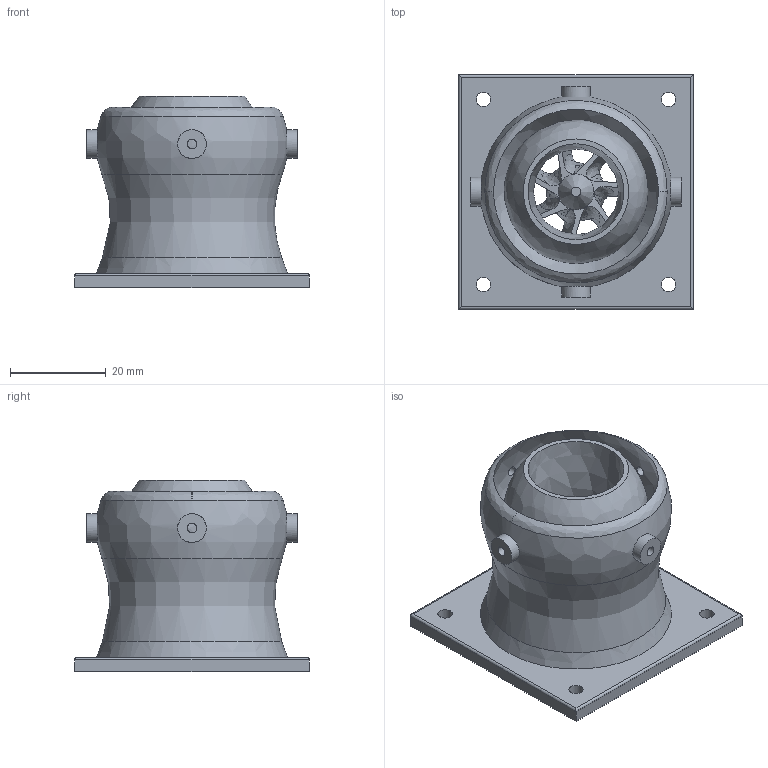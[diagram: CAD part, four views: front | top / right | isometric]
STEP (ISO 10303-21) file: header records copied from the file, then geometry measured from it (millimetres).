
FILE_DESCRIPTION(/* description */ (''),/* implementation_level */ '2;1');
FILE_NAME(/* name */ 'Nozzle_20_12.stp',/* time_stamp */ '2021-09-18T17:33:40+12:00',/* author */ ('PC'),/* organization */ (''),/* preprocessor_version */ 'ST-DEVELOPER v18.1',/* originating_system */ 'Autodesk Inventor 2021',/* authorisation */ '');
FILE_SCHEMA (('AUTOMOTIVE_DESIGN { 1 0 10303 214 3 1 1 }'));
Length unit declared in the file: millimetre
Products named in the file (1): Nozzle_Final-02
Bounding box: 49 x 49 x 40 mm (x, y, z)
Volume: 19553.8 mm3; surface area: 19921.5 mm2
Topology: 3 solids, 3 shells, 108 faces, 320 edges, 224 vertices
Faces by surface type: bspline 68, cylinder 21, plane 18, cone 1
Full cylindrical faces by diameter (mm): 2 x4, 3 x4, 4.5 x1, 6 x4, 10 x1, 11.6 x1, 42 x1, 47.5 x1
Entity records: 7573 total; most frequent: CARTESIAN_POINT 5093, ORIENTED_EDGE 650, EDGE_CURVE 325, DIRECTION 259, VERTEX_POINT 229, B_SPLINE_CURVE_WITH_KNOTS 209, EDGE_LOOP 134, FACE_OUTER_BOUND 108
